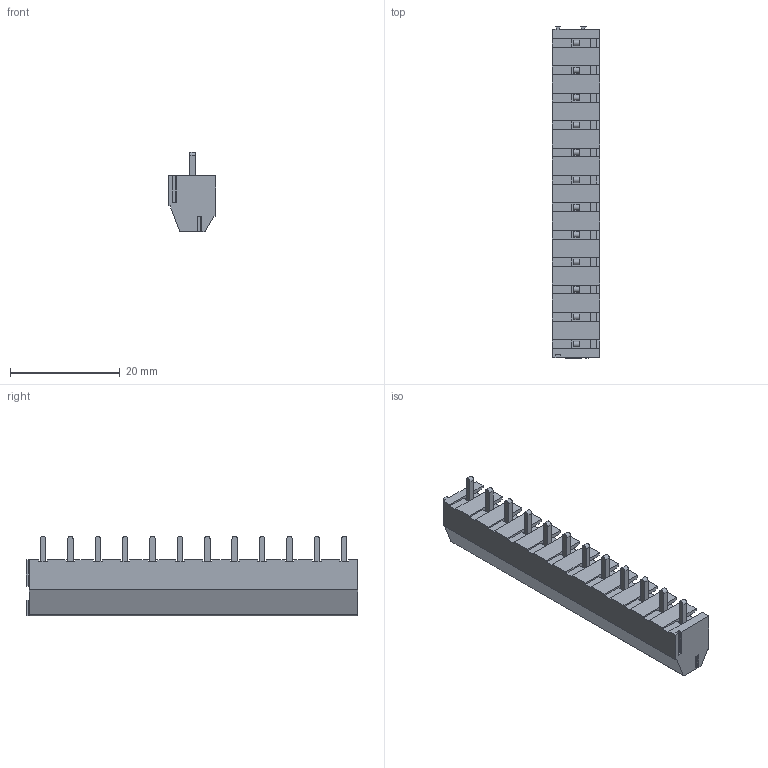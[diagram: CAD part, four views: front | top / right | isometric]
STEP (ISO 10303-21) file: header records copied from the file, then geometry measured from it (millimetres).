
FILE_DESCRIPTION( ( 'STEP AP214' ), '1' );
FILE_NAME( 'MBE1512-5-V.stp', ' ', ( ' ' ), ( ' ' ), 'PSStep 14.0', 'VISI 19.0', ' ' );
FILE_SCHEMA( ( 'AUTOMOTIVE_DESIGN { 1 0 10303 214 1 1 1 1 }' ) );
Length unit declared in the file: millimetre
Products named in the file (1): 1
Bounding box: 8.6 x 60.6 x 14.5 mm (x, y, z)
Volume: 3328.6 mm3; surface area: 5087.8 mm2
Topology: 1 solids, 13 shells, 764 faces, 2046 edges, 1368 vertices
Faces by surface type: plane 638, cylinder 114, torus 12
Full cylindrical faces by diameter (mm): 2.5 x12, 3.3 x12, 3.4 x12
Entity records: 29211 total; most frequent: CARTESIAN_POINT 4059, ORIENTED_EDGE 3924, DIRECTION 3816, EDGE_CURVE 1962, LINE 1638, VECTOR 1638, VERTEX_POINT 1332, AXIS2_PLACEMENT_3D 1089
